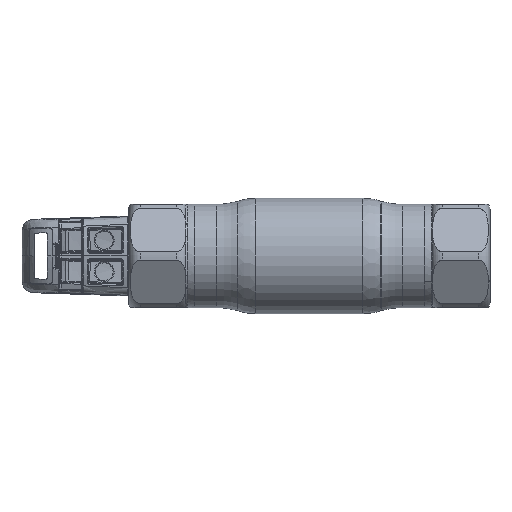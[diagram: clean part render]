
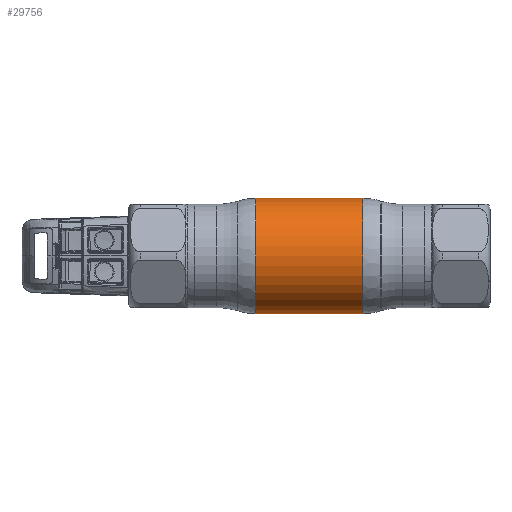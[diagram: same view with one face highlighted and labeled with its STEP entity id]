
A CAD part, front view. The second image highlights one B-rep face of the part: STEP entity #29756.
In plain terms, the highlighted cylindrical face has radius 15 mm (diameter 30 mm), a partial arc.
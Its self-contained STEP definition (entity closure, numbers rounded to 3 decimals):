
#3078 = DIRECTION ( 'NONE',  ( -1., 0., 0. ) ) ;
#6481 = VECTOR ( 'NONE', #35682, 1000. ) ;
#8905 = EDGE_CURVE ( 'NONE', #70701, #12293, #21666, .T. ) ;
#11078 = EDGE_CURVE ( 'NONE', #61746, #70701, #26703, .T. ) ;
#12293 = VERTEX_POINT ( 'NONE', #21828 ) ;
#13267 = DIRECTION ( 'NONE',  ( 0., 0., 1. ) ) ;
#13616 = CARTESIAN_POINT ( 'NONE',  ( -13.909, 0., -15. ) ) ;
#14892 = CARTESIAN_POINT ( 'NONE',  ( 13.909, 0., -15. ) ) ;
#15219 = DIRECTION ( 'NONE',  ( -1., 0., 0. ) ) ;
#15430 = ORIENTED_EDGE ( 'NONE', *, *, #43842, .T. ) ;
#15834 = ORIENTED_EDGE ( 'NONE', *, *, #16415, .T. ) ;
#16295 = FACE_OUTER_BOUND ( 'NONE', #46107, .T. ) ;
#16415 = EDGE_CURVE ( 'NONE', #50467, #12293, #41074, .T. ) ;
#20491 = CARTESIAN_POINT ( 'NONE',  ( -62.69, 0., -15. ) ) ;
#21666 = CIRCLE ( 'NONE', #66707, 15. ) ;
#21828 = CARTESIAN_POINT ( 'NONE',  ( -13.909, 0., 15. ) ) ;
#26703 = LINE ( 'NONE', #20491, #27634 ) ;
#27599 = AXIS2_PLACEMENT_3D ( 'NONE', #52126, #29844, #13267 ) ;
#27634 = VECTOR ( 'NONE', #3078, 1000. ) ;
#28050 = DIRECTION ( 'NONE',  ( 0., 0., 1. ) ) ;
#28537 = DIRECTION ( 'NONE',  ( -1., 0., 0. ) ) ;
#29756 = ADVANCED_FACE ( 'NONE', ( #16295 ), #30405, .T. ) ;
#29844 = DIRECTION ( 'NONE',  ( -1., 0., 0. ) ) ;
#30405 = CYLINDRICAL_SURFACE ( 'NONE', #54138, 15. ) ;
#30590 = ORIENTED_EDGE ( 'NONE', *, *, #11078, .F. ) ;
#31975 = CARTESIAN_POINT ( 'NONE',  ( -62.69, 0., 15. ) ) ;
#35682 = DIRECTION ( 'NONE',  ( -1., 0., 0. ) ) ;
#36467 = CARTESIAN_POINT ( 'NONE',  ( 13.909, 0., 15. ) ) ;
#39453 = CARTESIAN_POINT ( 'NONE',  ( -13.909, 0., 0. ) ) ;
#41074 = LINE ( 'NONE', #31975, #6481 ) ;
#43842 = EDGE_CURVE ( 'NONE', #61746, #50467, #58950, .T. ) ;
#46107 = EDGE_LOOP ( 'NONE', ( #30590, #15430, #15834, #50464 ) ) ;
#50464 = ORIENTED_EDGE ( 'NONE', *, *, #8905, .F. ) ;
#50467 = VERTEX_POINT ( 'NONE', #36467 ) ;
#52126 = CARTESIAN_POINT ( 'NONE',  ( 13.909, 0., 0. ) ) ;
#54138 = AXIS2_PLACEMENT_3D ( 'NONE', #71866, #15219, #71363 ) ;
#58950 = CIRCLE ( 'NONE', #27599, 15. ) ;
#61746 = VERTEX_POINT ( 'NONE', #14892 ) ;
#66707 = AXIS2_PLACEMENT_3D ( 'NONE', #39453, #28537, #28050 ) ;
#70701 = VERTEX_POINT ( 'NONE', #13616 ) ;
#71363 = DIRECTION ( 'NONE',  ( 0., 0., 1. ) ) ;
#71866 = CARTESIAN_POINT ( 'NONE',  ( -62.69, 0., 0. ) ) ;
